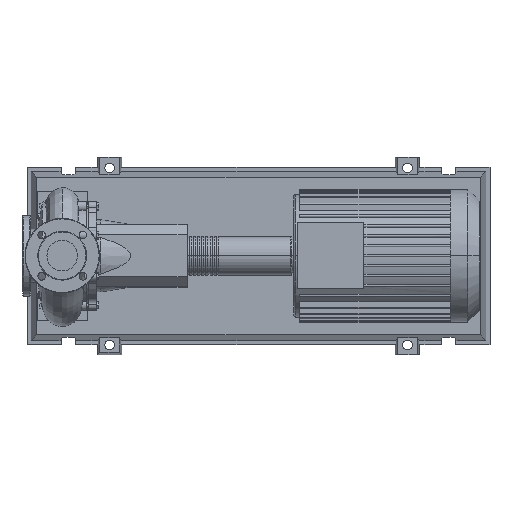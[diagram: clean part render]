
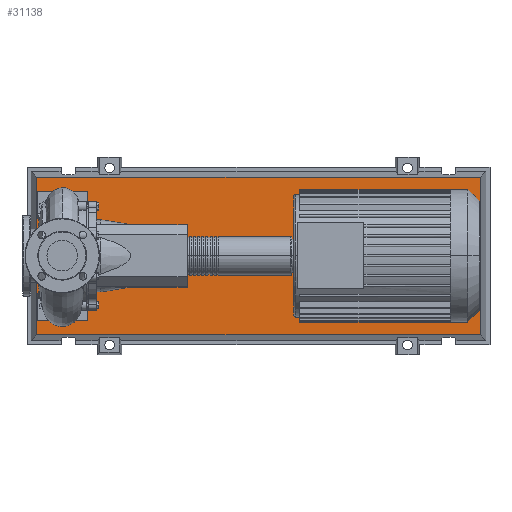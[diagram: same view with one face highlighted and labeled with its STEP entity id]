
A CAD part, top view. The second image highlights one B-rep face of the part: STEP entity #31138.
In plain terms, the highlighted planar face has unit normal (0, 0, 1).
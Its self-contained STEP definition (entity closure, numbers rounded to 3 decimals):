
#30819=CARTESIAN_POINT('',(1037.971,-195.471,103.0));
#30820=VERTEX_POINT('',#30819);
#30827=CARTESIAN_POINT('',(-62.971,-195.471,103.0));
#30828=VERTEX_POINT('',#30827);
#30829=CARTESIAN_POINT('',(1037.971,-195.471,103.0));
#30830=DIRECTION('',(-1.0,0.0,0.0));
#30831=VECTOR('',#30830,1100.941);
#30832=LINE('',#30829,#30831);
#30833=EDGE_CURVE('',#30820,#30828,#30832,.T.);
#31051=CARTESIAN_POINT('',(1037.971,195.471,103.0));
#31052=VERTEX_POINT('',#31051);
#31053=CARTESIAN_POINT('',(1037.971,195.471,103.0));
#31054=DIRECTION('',(0.0,-1.0,0.0));
#31055=VECTOR('',#31054,390.941);
#31056=LINE('',#31053,#31055);
#31057=EDGE_CURVE('',#31052,#30820,#31056,.T.);
#31075=CARTESIAN_POINT('',(-62.971,195.471,103.0));
#31076=VERTEX_POINT('',#31075);
#31077=CARTESIAN_POINT('',(-62.971,-195.471,103.0));
#31078=DIRECTION('',(0.0,1.0,0.0));
#31079=VECTOR('',#31078,390.941);
#31080=LINE('',#31077,#31079);
#31081=EDGE_CURVE('',#30828,#31076,#31080,.T.);
#31114=CARTESIAN_POINT('',(-62.971,195.471,103.0));
#31115=DIRECTION('',(1.0,0.0,0.0));
#31116=VECTOR('',#31115,1100.941);
#31117=LINE('',#31114,#31116);
#31118=EDGE_CURVE('',#31076,#31052,#31117,.T.);
#31127=CARTESIAN_POINT('',(487.5,0.,103.0));
#31128=DIRECTION('',(0.0,0.0,1.0));
#31129=DIRECTION('',(1.0,0.0,0.0));
#31130=AXIS2_PLACEMENT_3D('',#31127,#31128,#31129);
#31131=PLANE('',#31130);
#31132=ORIENTED_EDGE('',*,*,#31057,.F.);
#31133=ORIENTED_EDGE('',*,*,#31118,.F.);
#31134=ORIENTED_EDGE('',*,*,#31081,.F.);
#31135=ORIENTED_EDGE('',*,*,#30833,.F.);
#31136=EDGE_LOOP('',(#31132,#31133,#31134,#31135));
#31137=FACE_OUTER_BOUND('',#31136,.T.);
#31138=ADVANCED_FACE('',(#31137),#31131,.T.);
